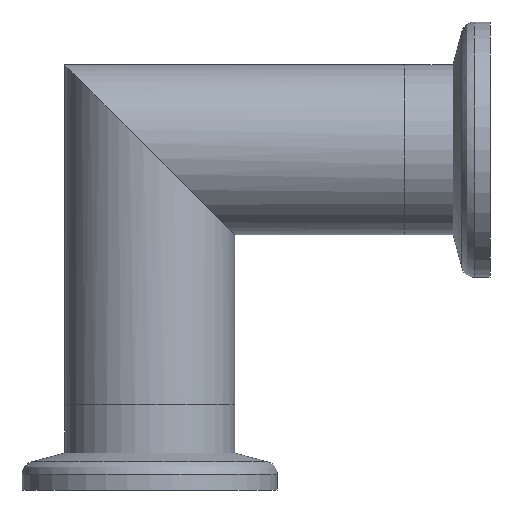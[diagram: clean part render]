
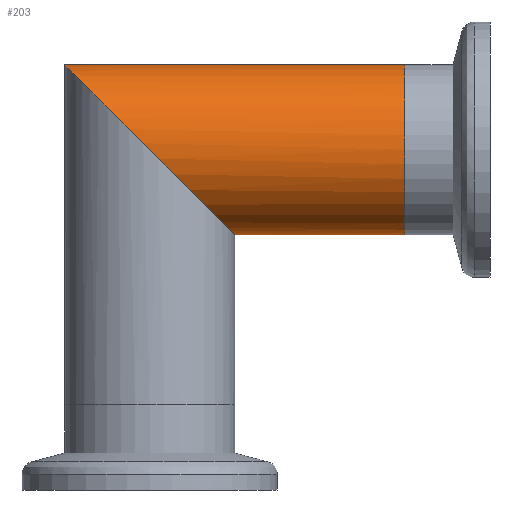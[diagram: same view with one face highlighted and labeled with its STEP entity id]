
A CAD part, front view. The second image highlights one B-rep face of the part: STEP entity #203.
In plain terms, the highlighted cylindrical face has radius 10 mm (diameter 20 mm), a partial arc.
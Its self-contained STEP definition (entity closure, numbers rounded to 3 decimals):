
#203=ADVANCED_FACE('',(#404),#403,.T.);
#403=CYLINDRICAL_SURFACE('',#805,10.);
#404=FACE_OUTER_BOUND('',#806,.T.);
#802=CARTESIAN_POINT('',(0.,0.,0.));
#803=DIRECTION('',(1.,0.,0.));
#804=DIRECTION('',(0.,0.,1.));
#805=AXIS2_PLACEMENT_3D('',#802,#803,#804);
#806=EDGE_LOOP('',(#1054,#1055,#1056,#1057));
#1054=ORIENTED_EDGE('',*,*,#1188,.T.);
#1055=ORIENTED_EDGE('',*,*,#1192,.F.);
#1056=ORIENTED_EDGE('',*,*,#1185,.T.);
#1057=ORIENTED_EDGE('',*,*,#1193,.T.);
#1185=EDGE_CURVE('',#1437,#1436,#1444,.T.);
#1188=EDGE_CURVE('',#1464,#1465,#1466,.T.);
#1192=EDGE_CURVE('',#1437,#1465,#1492,.T.);
#1193=EDGE_CURVE('',#1436,#1464,#1498,.T.);
#1436=VERTEX_POINT('',#1910);
#1437=VERTEX_POINT('',#1911);
#1444=(BOUNDED_CURVE() B_SPLINE_CURVE(2,(#1917,#1918,#1919,#1920,#1921),.UNSPECIFIED.,.F.,.F.) B_SPLINE_CURVE_WITH_KNOTS((3,2,3),(0.,1.571,3.142),.UNSPECIFIED.) CURVE() GEOMETRIC_REPRESENTATION_ITEM() RATIONAL_B_SPLINE_CURVE((1.,0.707,1.,0.707,1.)) REPRESENTATION_ITEM('') );
#1464=VERTEX_POINT('',#1934);
#1465=VERTEX_POINT('',#1935);
#1466=CIRCLE('',#1939,10.);
#1492=(BOUNDED_CURVE() B_SPLINE_CURVE(1,(#1954,#1955),.UNSPECIFIED.,.F.,.F.) B_SPLINE_CURVE_WITH_KNOTS((2,2),(0.083,0.917),.UNSPECIFIED.) CURVE() GEOMETRIC_REPRESENTATION_ITEM() RATIONAL_B_SPLINE_CURVE((1.,1.)) REPRESENTATION_ITEM('') );
#1498=(BOUNDED_CURVE() B_SPLINE_CURVE(1,(#1956,#1957),.UNSPECIFIED.,.F.,.F.) B_SPLINE_CURVE_WITH_KNOTS((2,2),(0.5,0.917),.UNSPECIFIED.) CURVE() GEOMETRIC_REPRESENTATION_ITEM() RATIONAL_B_SPLINE_CURVE((0.75,0.75)) REPRESENTATION_ITEM('') );
#1910=CARTESIAN_POINT('',(-20.,0.,-10.));
#1911=CARTESIAN_POINT('',(-40.,0.,10.));
#1917=CARTESIAN_POINT('',(-40.,0.,10.));
#1918=CARTESIAN_POINT('',(-40.,-10.,10.));
#1919=CARTESIAN_POINT('',(-30.,-10.,0.));
#1920=CARTESIAN_POINT('',(-20.,-10.,-10.));
#1921=CARTESIAN_POINT('',(-20.,0.,-10.));
#1934=CARTESIAN_POINT('',(0.,0.,-10.));
#1935=CARTESIAN_POINT('',(0.,0.,10.));
#1936=CARTESIAN_POINT('',(0.,0.,0.));
#1937=DIRECTION('',(-1.,0.,0.));
#1938=DIRECTION('',(0.,0.,1.));
#1939=AXIS2_PLACEMENT_3D('',#1936,#1937,#1938);
#1954=CARTESIAN_POINT('',(-40.,0.,10.));
#1955=CARTESIAN_POINT('',(0.,0.,10.));
#1956=CARTESIAN_POINT('',(-20.,0.,-10.));
#1957=CARTESIAN_POINT('',(0.,0.,-10.));
